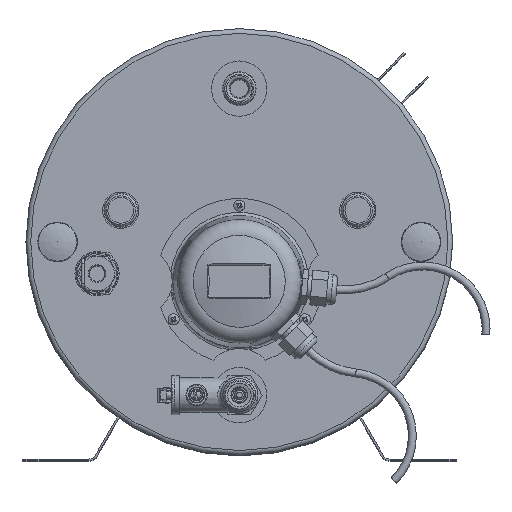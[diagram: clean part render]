
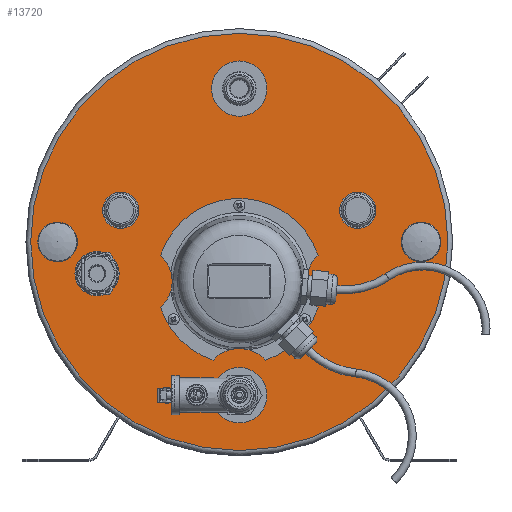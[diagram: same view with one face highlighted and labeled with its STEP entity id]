
A CAD part, top view. The second image highlights one B-rep face of the part: STEP entity #13720.
In plain terms, the highlighted face is planar.
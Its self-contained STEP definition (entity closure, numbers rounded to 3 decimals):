
#28 = EDGE_CURVE ( 'NONE', #9839, #9839, #33194, .T. ) ;
#1677 = CARTESIAN_POINT ( 'NONE',  ( -75., 25., -20. ) ) ;
#1987 = CARTESIAN_POINT ( 'NONE',  ( 0., 25., 108.5 ) ) ;
#2053 = EDGE_CURVE ( 'NONE', #30112, #30112, #16709, .T. ) ;
#2123 = EDGE_CURVE ( 'NONE', #30326, #30326, #35226, .T. ) ;
#2162 = AXIS2_PLACEMENT_3D ( 'NONE', #4135, #38638, #31176 ) ;
#2725 = FACE_BOUND ( 'NONE', #38550, .T. ) ;
#2989 = CIRCLE ( 'NONE', #6544, 11.5 ) ;
#3501 = DIRECTION ( 'NONE',  ( 0., 0., 1. ) ) ;
#3940 = EDGE_LOOP ( 'NONE', ( #15018 ) ) ;
#4135 = CARTESIAN_POINT ( 'NONE',  ( 0., 25., 0. ) ) ;
#5116 = DIRECTION ( 'NONE',  ( 0., 1., 0. ) ) ;
#6314 = FACE_OUTER_BOUND ( 'NONE', #15452, .T. ) ;
#6333 = EDGE_LOOP ( 'NONE', ( #25777 ) ) ;
#6343 = CIRCLE ( 'NONE', #40923, 8.5 ) ;
#6544 = AXIS2_PLACEMENT_3D ( 'NONE', #35537, #5116, #22047 ) ;
#6990 = FACE_BOUND ( 'NONE', #20459, .T. ) ;
#7166 = DIRECTION ( 'NONE',  ( 0., 0., 1. ) ) ;
#8442 = EDGE_LOOP ( 'NONE', ( #17620 ) ) ;
#8740 = CARTESIAN_POINT ( 'NONE',  ( -75., 25., -8.5 ) ) ;
#9495 = DIRECTION ( 'NONE',  ( 1., 0., 0. ) ) ;
#9839 = VERTEX_POINT ( 'NONE', #44285 ) ;
#10712 = DIRECTION ( 'NONE',  ( 0., 1., 0. ) ) ;
#11094 = CIRCLE ( 'NONE', #16853, 11.5 ) ;
#11456 = DIRECTION ( 'NONE',  ( 0., 0., 1. ) ) ;
#11660 = CARTESIAN_POINT ( 'NONE',  ( -115., 25., 8.5 ) ) ;
#12150 = ORIENTED_EDGE ( 'NONE', *, *, #34673, .F. ) ;
#13500 = VERTEX_POINT ( 'NONE', #27445 ) ;
#13720 = ADVANCED_FACE ( 'NONE', ( #26162, #36550, #41273, #37207, #2725, #6990, #24139, #26812, #6314 ), #17158, .T. ) ;
#13901 = EDGE_LOOP ( 'NONE', ( #33746 ) ) ;
#14093 = DIRECTION ( 'NONE',  ( 0., 0., 1. ) ) ;
#14220 = CIRCLE ( 'NONE', #38715, 40.5 ) ;
#15018 = ORIENTED_EDGE ( 'NONE', *, *, #2053, .F. ) ;
#15452 = EDGE_LOOP ( 'NONE', ( #32127 ) ) ;
#15663 = AXIS2_PLACEMENT_3D ( 'NONE', #44383, #17379, #9495 ) ;
#15756 = DIRECTION ( 'NONE',  ( 0., 1., 0. ) ) ;
#16709 = CIRCLE ( 'NONE', #41909, 14. ) ;
#16721 = DIRECTION ( 'NONE',  ( 0., 0., 1. ) ) ;
#16853 = AXIS2_PLACEMENT_3D ( 'NONE', #24317, #38065, #7166 ) ;
#17158 = PLANE ( 'NONE',  #15663 ) ;
#17379 = DIRECTION ( 'NONE',  ( 0., 1., 0. ) ) ;
#17620 = ORIENTED_EDGE ( 'NONE', *, *, #31180, .F. ) ;
#17731 = EDGE_LOOP ( 'NONE', ( #31453 ) ) ;
#18368 = CARTESIAN_POINT ( 'NONE',  ( 0., 25., 25. ) ) ;
#19123 = VERTEX_POINT ( 'NONE', #1987 ) ;
#19485 = DIRECTION ( 'NONE',  ( 0., 1., 0. ) ) ;
#20112 = CARTESIAN_POINT ( 'NONE',  ( -115., 25., 0. ) ) ;
#20459 = EDGE_LOOP ( 'NONE', ( #35836 ) ) ;
#21101 = DIRECTION ( 'NONE',  ( 0., 1., 0. ) ) ;
#22047 = DIRECTION ( 'NONE',  ( 0., 0., 1. ) ) ;
#23931 = DIRECTION ( 'NONE',  ( 0., 1., 0. ) ) ;
#24139 = FACE_BOUND ( 'NONE', #17731, .T. ) ;
#24317 = CARTESIAN_POINT ( 'NONE',  ( 75., 25., -20. ) ) ;
#24471 = DIRECTION ( 'NONE',  ( 0., 0., 1. ) ) ;
#24989 = VERTEX_POINT ( 'NONE', #11660 ) ;
#25777 = ORIENTED_EDGE ( 'NONE', *, *, #41190, .F. ) ;
#26162 = FACE_BOUND ( 'NONE', #6333, .T. ) ;
#26812 = FACE_BOUND ( 'NONE', #3940, .T. ) ;
#27445 = CARTESIAN_POINT ( 'NONE',  ( 0., 25., 65.5 ) ) ;
#27486 = EDGE_CURVE ( 'NONE', #33110, #33110, #11094, .T. ) ;
#27831 = CARTESIAN_POINT ( 'NONE',  ( 115., 25., 0. ) ) ;
#29520 = CARTESIAN_POINT ( 'NONE',  ( 75., 25., -8.5 ) ) ;
#29589 = AXIS2_PLACEMENT_3D ( 'NONE', #1677, #19485, #40001 ) ;
#30112 = VERTEX_POINT ( 'NONE', #43852 ) ;
#30326 = VERTEX_POINT ( 'NONE', #40738 ) ;
#31176 = DIRECTION ( 'NONE',  ( -1., 0., 0. ) ) ;
#31180 = EDGE_CURVE ( 'NONE', #13500, #13500, #14220, .T. ) ;
#31453 = ORIENTED_EDGE ( 'NONE', *, *, #40355, .F. ) ;
#31941 = EDGE_LOOP ( 'NONE', ( #12150 ) ) ;
#32127 = ORIENTED_EDGE ( 'NONE', *, *, #36269, .T. ) ;
#32394 = CARTESIAN_POINT ( 'NONE',  ( -132., 25., 0. ) ) ;
#32861 = CARTESIAN_POINT ( 'NONE',  ( 0., 25., -97. ) ) ;
#33054 = VERTEX_POINT ( 'NONE', #8740 ) ;
#33110 = VERTEX_POINT ( 'NONE', #29520 ) ;
#33194 = CIRCLE ( 'NONE', #43272, 11.5 ) ;
#33746 = ORIENTED_EDGE ( 'NONE', *, *, #28, .F. ) ;
#34673 = EDGE_CURVE ( 'NONE', #24989, #24989, #6343, .T. ) ;
#35226 = CIRCLE ( 'NONE', #41006, 8.5 ) ;
#35259 = DIRECTION ( 'NONE',  ( 0., 1., 0. ) ) ;
#35537 = CARTESIAN_POINT ( 'NONE',  ( 0., 25., 97. ) ) ;
#35556 = VERTEX_POINT ( 'NONE', #32394 ) ;
#35836 = ORIENTED_EDGE ( 'NONE', *, *, #27486, .F. ) ;
#36269 = EDGE_CURVE ( 'NONE', #35556, #35556, #42465, .T. ) ;
#36550 = FACE_BOUND ( 'NONE', #13901, .T. ) ;
#37207 = FACE_BOUND ( 'NONE', #31941, .T. ) ;
#38065 = DIRECTION ( 'NONE',  ( 0., 1., 0. ) ) ;
#38550 = EDGE_LOOP ( 'NONE', ( #39343 ) ) ;
#38638 = DIRECTION ( 'NONE',  ( 0., 1., 0. ) ) ;
#38675 = CARTESIAN_POINT ( 'NONE',  ( -90., 25., 20. ) ) ;
#38715 = AXIS2_PLACEMENT_3D ( 'NONE', #18368, #21101, #14093 ) ;
#39343 = ORIENTED_EDGE ( 'NONE', *, *, #2123, .F. ) ;
#39723 = CIRCLE ( 'NONE', #29589, 11.5 ) ;
#40001 = DIRECTION ( 'NONE',  ( 0., 0., 1. ) ) ;
#40355 = EDGE_CURVE ( 'NONE', #33054, #33054, #39723, .T. ) ;
#40738 = CARTESIAN_POINT ( 'NONE',  ( 115., 25., 8.5 ) ) ;
#40923 = AXIS2_PLACEMENT_3D ( 'NONE', #20112, #23931, #16721 ) ;
#41006 = AXIS2_PLACEMENT_3D ( 'NONE', #27831, #10712, #24471 ) ;
#41190 = EDGE_CURVE ( 'NONE', #19123, #19123, #2989, .T. ) ;
#41273 = FACE_BOUND ( 'NONE', #8442, .T. ) ;
#41909 = AXIS2_PLACEMENT_3D ( 'NONE', #38675, #35259, #3501 ) ;
#42465 = CIRCLE ( 'NONE', #2162, 132. ) ;
#43272 = AXIS2_PLACEMENT_3D ( 'NONE', #32861, #15756, #11456 ) ;
#43852 = CARTESIAN_POINT ( 'NONE',  ( -90., 25., 34. ) ) ;
#44285 = CARTESIAN_POINT ( 'NONE',  ( 0., 25., -85.5 ) ) ;
#44383 = CARTESIAN_POINT ( 'NONE',  ( 0., 25., 0. ) ) ;
